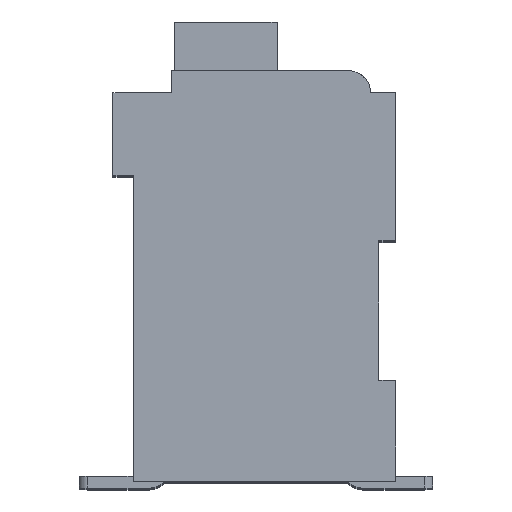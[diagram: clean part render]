
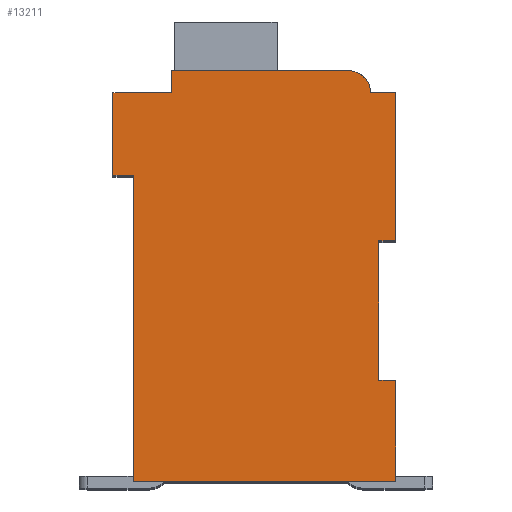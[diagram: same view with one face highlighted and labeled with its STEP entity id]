
A CAD part, top view. The second image highlights one B-rep face of the part: STEP entity #13211.
In plain terms, the highlighted planar face has unit normal (0, 0, 1).
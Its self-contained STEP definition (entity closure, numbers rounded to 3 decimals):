
#2186=DIRECTION('',(1.,0.,0.));
#2187=VECTOR('',#2186,0.5);
#2188=CARTESIAN_POINT('',(7.3,7.15,2.1));
#2189=LINE('',#2188,#2187);
#2190=DIRECTION('',(0.,1.,0.));
#2191=VECTOR('',#2190,4.15);
#2192=CARTESIAN_POINT('',(7.3,3.,2.1));
#2193=LINE('',#2192,#2191);
#2194=DIRECTION('',(-1.,0.,0.));
#2195=VECTOR('',#2194,0.5);
#2196=CARTESIAN_POINT('',(7.8,3.,2.1));
#2197=LINE('',#2196,#2195);
#2198=DIRECTION('',(0.,1.,0.));
#2199=VECTOR('',#2198,3.);
#2200=CARTESIAN_POINT('',(7.8,0.,2.1));
#2201=LINE('',#2200,#2199);
#2202=DIRECTION('',(1.,0.,0.));
#2203=VECTOR('',#2202,7.8);
#2204=CARTESIAN_POINT('',(0.,0.,2.1));
#2205=LINE('',#2204,#2203);
#2206=DIRECTION('',(0.,-1.,0.));
#2207=VECTOR('',#2206,9.1);
#2208=CARTESIAN_POINT('',(0.,9.1,2.1));
#2209=LINE('',#2208,#2207);
#2210=DIRECTION('',(1.,0.,0.));
#2211=VECTOR('',#2210,0.6);
#2212=CARTESIAN_POINT('',(-0.6,9.1,2.1));
#2213=LINE('',#2212,#2211);
#2214=DIRECTION('',(0.,-1.,0.));
#2215=VECTOR('',#2214,2.45);
#2216=CARTESIAN_POINT('',(-0.6,11.55,2.1));
#2217=LINE('',#2216,#2215);
#2218=DIRECTION('',(-1.,0.,0.));
#2219=VECTOR('',#2218,1.75);
#2220=CARTESIAN_POINT('',(1.15,11.55,2.1));
#2221=LINE('',#2220,#2219);
#2222=DIRECTION('',(0.,-1.,0.));
#2223=VECTOR('',#2222,0.65);
#2224=CARTESIAN_POINT('',(1.15,12.2,2.1));
#2225=LINE('',#2224,#2223);
#2226=DIRECTION('',(-1.,0.,0.));
#2227=VECTOR('',#2226,5.25);
#2228=CARTESIAN_POINT('',(6.4,12.2,2.1));
#2229=LINE('',#2228,#2227);
#2230=CARTESIAN_POINT('',(6.4,11.55,2.1));
#2231=DIRECTION('',(0.,0.,1.));
#2232=DIRECTION('',(1.,0.,0.));
#2233=AXIS2_PLACEMENT_3D('',#2230,#2231,#2232);
#2235=DIRECTION('',(-1.,0.,0.));
#2236=VECTOR('',#2235,0.75);
#2237=CARTESIAN_POINT('',(7.8,11.55,2.1));
#2238=LINE('',#2237,#2236);
#2239=DIRECTION('',(0.,1.,0.));
#2240=VECTOR('',#2239,4.4);
#2241=CARTESIAN_POINT('',(7.8,7.15,2.1));
#2242=LINE('',#2241,#2240);
#8563=CARTESIAN_POINT('',(7.3,7.15,2.1));
#8564=CARTESIAN_POINT('',(7.8,7.15,2.1));
#8565=VERTEX_POINT('',#8563);
#8566=VERTEX_POINT('',#8564);
#8567=CARTESIAN_POINT('',(7.8,11.55,2.1));
#8568=VERTEX_POINT('',#8567);
#8569=CARTESIAN_POINT('',(7.05,11.55,2.1));
#8570=VERTEX_POINT('',#8569);
#8571=CARTESIAN_POINT('',(6.4,12.2,2.1));
#8572=VERTEX_POINT('',#8571);
#8573=CARTESIAN_POINT('',(1.15,12.2,2.1));
#8574=VERTEX_POINT('',#8573);
#8575=CARTESIAN_POINT('',(1.15,11.55,2.1));
#8576=VERTEX_POINT('',#8575);
#8577=CARTESIAN_POINT('',(-0.6,11.55,2.1));
#8578=VERTEX_POINT('',#8577);
#8579=CARTESIAN_POINT('',(-0.6,9.1,2.1));
#8580=VERTEX_POINT('',#8579);
#8581=CARTESIAN_POINT('',(0.,9.1,2.1));
#8582=VERTEX_POINT('',#8581);
#8583=CARTESIAN_POINT('',(0.,0.,2.1));
#8584=VERTEX_POINT('',#8583);
#8585=CARTESIAN_POINT('',(7.8,0.,2.1));
#8586=VERTEX_POINT('',#8585);
#8587=CARTESIAN_POINT('',(7.8,3.,2.1));
#8588=VERTEX_POINT('',#8587);
#8589=CARTESIAN_POINT('',(7.3,3.,2.1));
#8590=VERTEX_POINT('',#8589);
#13187=CARTESIAN_POINT('',(0.,0.,2.1));
#13188=DIRECTION('',(0.,0.,1.));
#13189=DIRECTION('',(1.,0.,0.));
#13190=AXIS2_PLACEMENT_3D('',#13187,#13188,#13189);
#13191=PLANE('',#13190);
#13192=ORIENTED_EDGE('',*,*,#11228,.F.);
#13193=ORIENTED_EDGE('',*,*,#11678,.F.);
#13195=ORIENTED_EDGE('',*,*,#13194,.F.);
#13197=ORIENTED_EDGE('',*,*,#13196,.F.);
#13199=ORIENTED_EDGE('',*,*,#13198,.F.);
#13200=ORIENTED_EDGE('',*,*,#11840,.F.);
#13201=ORIENTED_EDGE('',*,*,#11936,.F.);
#13202=ORIENTED_EDGE('',*,*,#12105,.F.);
#13203=ORIENTED_EDGE('',*,*,#12279,.F.);
#13204=ORIENTED_EDGE('',*,*,#12348,.F.);
#13205=ORIENTED_EDGE('',*,*,#12629,.F.);
#13206=ORIENTED_EDGE('',*,*,#13031,.F.);
#13207=ORIENTED_EDGE('',*,*,#12935,.F.);
#13208=ORIENTED_EDGE('',*,*,#11474,.F.);
#13209=EDGE_LOOP('',(#13192,#13193,#13195,#13197,#13199,#13200,#13201,#13202,
#13203,#13204,#13205,#13206,#13207,#13208));
#13210=FACE_OUTER_BOUND('',#13209,.F.);
#2234=CIRCLE('',#2233,0.65);
#11228=EDGE_CURVE('',#8565,#8566,#2189,.T.);
#11474=EDGE_CURVE('',#8566,#8568,#2242,.T.);
#11678=EDGE_CURVE('',#8590,#8565,#2193,.T.);
#11840=EDGE_CURVE('',#8582,#8584,#2209,.T.);
#11936=EDGE_CURVE('',#8580,#8582,#2213,.T.);
#12105=EDGE_CURVE('',#8578,#8580,#2217,.T.);
#12279=EDGE_CURVE('',#8576,#8578,#2221,.T.);
#12348=EDGE_CURVE('',#8574,#8576,#2225,.T.);
#12629=EDGE_CURVE('',#8572,#8574,#2229,.T.);
#12935=EDGE_CURVE('',#8568,#8570,#2238,.T.);
#13031=EDGE_CURVE('',#8570,#8572,#2234,.T.);
#13194=EDGE_CURVE('',#8588,#8590,#2197,.T.);
#13196=EDGE_CURVE('',#8586,#8588,#2201,.T.);
#13198=EDGE_CURVE('',#8584,#8586,#2205,.T.);
#13211=ADVANCED_FACE('',(#13210),#13191,.T.);
